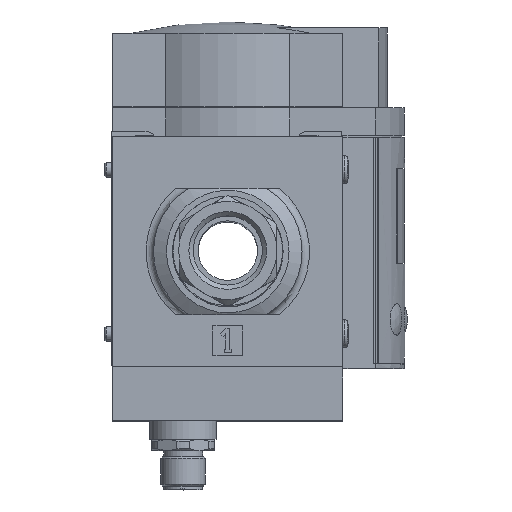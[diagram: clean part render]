
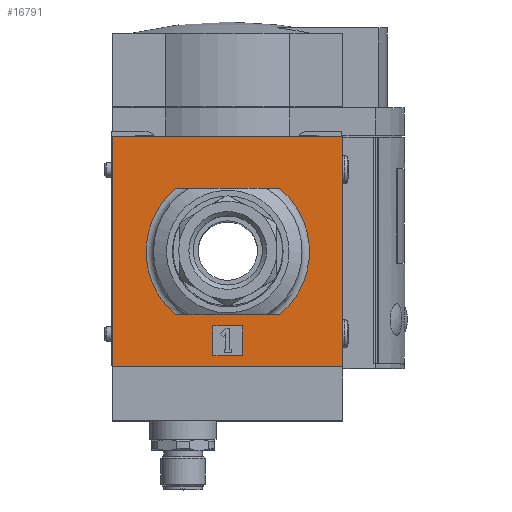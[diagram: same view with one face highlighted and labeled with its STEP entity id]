
A CAD part, top view. The second image highlights one B-rep face of the part: STEP entity #16791.
In plain terms, the highlighted face is planar.
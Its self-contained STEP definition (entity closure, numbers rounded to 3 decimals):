
#449=CIRCLE('',#17765,22.);
#450=CIRCLE('',#17766,22.);
#2814=ORIENTED_EDGE('',*,*,#5709,.T.);
#2815=ORIENTED_EDGE('',*,*,#5695,.F.);
#2816=ORIENTED_EDGE('',*,*,#5710,.F.);
#2817=ORIENTED_EDGE('',*,*,#5675,.T.);
#2818=ORIENTED_EDGE('',*,*,#5711,.F.);
#2819=ORIENTED_EDGE('',*,*,#5712,.F.);
#2820=ORIENTED_EDGE('',*,*,#5713,.F.);
#2821=ORIENTED_EDGE('',*,*,#5714,.F.);
#2822=ORIENTED_EDGE('',*,*,#5715,.F.);
#2823=ORIENTED_EDGE('',*,*,#5716,.F.);
#2824=ORIENTED_EDGE('',*,*,#5717,.F.);
#2825=ORIENTED_EDGE('',*,*,#5718,.F.);
#5675=EDGE_CURVE('',#7277,#7276,#8680,.T.);
#5695=EDGE_CURVE('',#7288,#7289,#8700,.T.);
#5709=EDGE_CURVE('',#7276,#7289,#8714,.T.);
#5710=EDGE_CURVE('',#7277,#7288,#8715,.T.);
#5711=EDGE_CURVE('',#7297,#7298,#8716,.T.);
#5712=EDGE_CURVE('',#7299,#7297,#449,.T.);
#5713=EDGE_CURVE('',#7300,#7299,#8717,.T.);
#5714=EDGE_CURVE('',#7298,#7300,#450,.T.);
#5715=EDGE_CURVE('',#7301,#7302,#8718,.T.);
#5716=EDGE_CURVE('',#7303,#7301,#8719,.T.);
#5717=EDGE_CURVE('',#7304,#7303,#8720,.T.);
#5718=EDGE_CURVE('',#7302,#7304,#8721,.T.);
#7276=VERTEX_POINT('',#24361);
#7277=VERTEX_POINT('',#24363);
#7288=VERTEX_POINT('',#24399);
#7289=VERTEX_POINT('',#24401);
#7297=VERTEX_POINT('',#24431);
#7298=VERTEX_POINT('',#24432);
#7299=VERTEX_POINT('',#24434);
#7300=VERTEX_POINT('',#24436);
#7301=VERTEX_POINT('',#24439);
#7302=VERTEX_POINT('',#24440);
#7303=VERTEX_POINT('',#24442);
#7304=VERTEX_POINT('',#24444);
#8680=LINE('',#24362,#10091);
#8700=LINE('',#24400,#10111);
#8714=LINE('',#24428,#10125);
#8715=LINE('',#24429,#10126);
#8716=LINE('',#24430,#10127);
#8717=LINE('',#24435,#10128);
#8718=LINE('',#24438,#10129);
#8719=LINE('',#24441,#10130);
#8720=LINE('',#24443,#10131);
#8721=LINE('',#24445,#10132);
#10091=VECTOR('',#20289,1000.);
#10111=VECTOR('',#20321,1000.);
#10125=VECTOR('',#20347,1000.);
#10126=VECTOR('',#20348,1000.);
#10127=VECTOR('',#20349,1000.);
#10128=VECTOR('',#20352,1000.);
#10129=VECTOR('',#20355,1000.);
#10130=VECTOR('',#20356,1000.);
#10131=VECTOR('',#20357,1000.);
#10132=VECTOR('',#20358,1000.);
#11119=EDGE_LOOP('',(#2814,#2815,#2816,#2817));
#11120=EDGE_LOOP('',(#2818,#2819,#2820,#2821));
#11121=EDGE_LOOP('',(#2822,#2823,#2824,#2825));
#11995=FACE_BOUND('',#11119,.T.);
#11996=FACE_BOUND('',#11120,.T.);
#11997=FACE_BOUND('',#11121,.T.);
#12729=PLANE('',#17764);
#16791=ADVANCED_FACE('',(#11995,#11996,#11997),#12729,.F.);
#17764=AXIS2_PLACEMENT_3D('',#24427,#20345,#20346);
#17765=AXIS2_PLACEMENT_3D('',#24433,#20350,#20351);
#17766=AXIS2_PLACEMENT_3D('',#24437,#20353,#20354);
#20289=DIRECTION('',(-1.,0.,0.));
#20321=DIRECTION('',(-1.,0.,0.));
#20345=DIRECTION('',(0.,0.,1.));
#20346=DIRECTION('',(1.,0.,0.));
#20347=DIRECTION('',(0.,1.,0.));
#20348=DIRECTION('',(0.,1.,0.));
#20349=DIRECTION('',(1.,0.,0.));
#20350=DIRECTION('',(0.,0.,-1.));
#20351=DIRECTION('',(-1.,0.,0.));
#20352=DIRECTION('',(-1.,0.,0.));
#20353=DIRECTION('',(0.,0.,-1.));
#20354=DIRECTION('',(-1.,0.,0.));
#20355=DIRECTION('',(1.,0.,0.));
#20356=DIRECTION('',(0.,1.,0.));
#20357=DIRECTION('',(-1.,0.,0.));
#20358=DIRECTION('',(0.,-1.,0.));
#24361=CARTESIAN_POINT('',(-31.,-31.,0.));
#24362=CARTESIAN_POINT('',(31.,-31.,0.));
#24363=CARTESIAN_POINT('',(31.,-31.,0.));
#24399=CARTESIAN_POINT('',(31.,31.,0.));
#24400=CARTESIAN_POINT('',(31.,31.,0.));
#24401=CARTESIAN_POINT('',(-31.,31.,0.));
#24427=CARTESIAN_POINT('',(31.,-31.,0.));
#24428=CARTESIAN_POINT('',(-31.,-31.,0.));
#24429=CARTESIAN_POINT('',(31.,-31.,0.));
#24430=CARTESIAN_POINT('',(0.,17.,0.));
#24431=CARTESIAN_POINT('',(-13.964,17.,0.));
#24432=CARTESIAN_POINT('',(13.964,17.,0.));
#24433=CARTESIAN_POINT('',(0.,0.,0.));
#24434=CARTESIAN_POINT('',(-13.964,-17.,0.));
#24435=CARTESIAN_POINT('',(0.,-17.,0.));
#24436=CARTESIAN_POINT('',(13.964,-17.,0.));
#24437=CARTESIAN_POINT('',(0.,0.,0.));
#24438=CARTESIAN_POINT('',(31.,-20.,0.));
#24439=CARTESIAN_POINT('',(-4.,-20.,0.));
#24440=CARTESIAN_POINT('',(4.,-20.,0.));
#24441=CARTESIAN_POINT('',(-4.,-31.,0.));
#24442=CARTESIAN_POINT('',(-4.,-28.,0.));
#24443=CARTESIAN_POINT('',(31.,-28.,0.));
#24444=CARTESIAN_POINT('',(4.,-28.,0.));
#24445=CARTESIAN_POINT('',(4.,-31.,0.));
